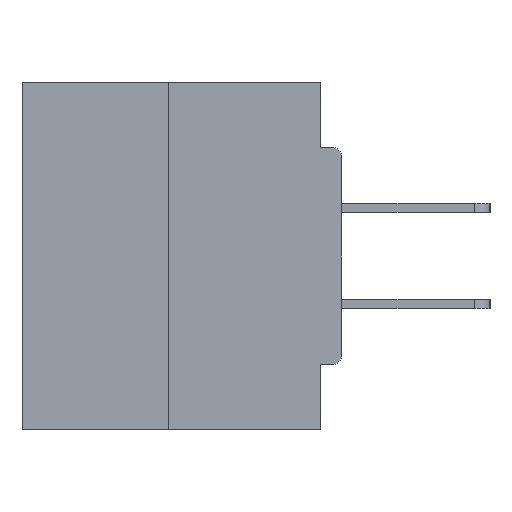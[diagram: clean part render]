
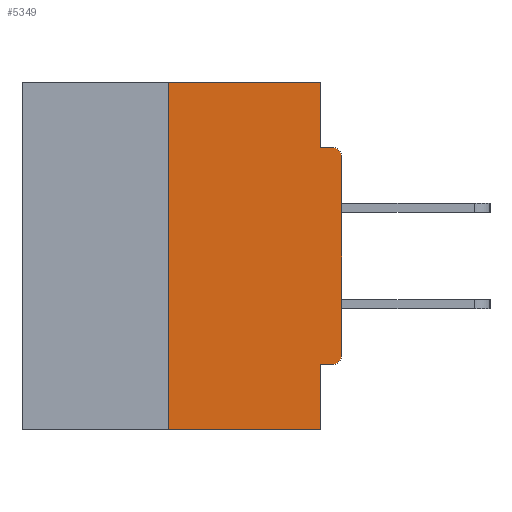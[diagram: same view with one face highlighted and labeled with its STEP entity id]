
A CAD part, left-side view. The second image highlights one B-rep face of the part: STEP entity #5349.
In plain terms, the highlighted planar face has unit normal (-1, 0, 0).
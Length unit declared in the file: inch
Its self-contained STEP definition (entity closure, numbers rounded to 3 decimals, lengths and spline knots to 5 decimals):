
#614 = AXIS2_PLACEMENT_3D ( 'NONE', #9849, #6583, #6276 ) ;
#1081 = VERTEX_POINT ( 'NONE', #7934 ) ;
#1799 = VERTEX_POINT ( 'NONE', #12141 ) ;
#2046 = CARTESIAN_POINT ( 'NONE',  ( 0., 0., -0.4065 ) ) ;
#2183 = VECTOR ( 'NONE', #26927, 39.37008 ) ;
#2336 = DIRECTION ( 'NONE',  ( 0., 0., -1. ) ) ;
#2853 = PLANE ( 'NONE',  #614 ) ;
#3933 = DIRECTION ( 'NONE',  ( -1., 0., 0. ) ) ;
#4472 = CARTESIAN_POINT ( 'NONE',  ( 0., 0.46, -0.5 ) ) ;
#4941 = FACE_OUTER_BOUND ( 'NONE', #35605, .T. ) ;
#5349 = ADVANCED_FACE ( 'NONE', ( #4941 ), #2853, .F. ) ;
#5607 = LINE ( 'NONE', #2046, #34880 ) ;
#5940 = ORIENTED_EDGE ( 'NONE', *, *, #19658, .F. ) ;
#6254 = DIRECTION ( 'NONE',  ( -1., 0., 0. ) ) ;
#6276 = DIRECTION ( 'NONE',  ( 0., 0., -1. ) ) ;
#6359 = ORIENTED_EDGE ( 'NONE', *, *, #11448, .T. ) ;
#6583 = DIRECTION ( 'NONE',  ( 1., 0., 0. ) ) ;
#6628 = DIRECTION ( 'NONE',  ( 0., 0., 1. ) ) ;
#7799 = EDGE_CURVE ( 'NONE', #36314, #1799, #31744, .T. ) ;
#7934 = CARTESIAN_POINT ( 'NONE',  ( 0., 0.031, -0.4065 ) ) ;
#8020 = EDGE_CURVE ( 'NONE', #36314, #24854, #23458, .T. ) ;
#8867 = AXIS2_PLACEMENT_3D ( 'NONE', #24933, #3933, #21232 ) ;
#9849 = CARTESIAN_POINT ( 'NONE',  ( 0., 0.46, 0. ) ) ;
#9850 = EDGE_CURVE ( 'NONE', #42582, #44419, #10771, .T. ) ;
#10771 = LINE ( 'NONE', #31008, #29531 ) ;
#11448 = EDGE_CURVE ( 'NONE', #12427, #42582, #39932, .T. ) ;
#11616 = EDGE_CURVE ( 'NONE', #12427, #1081, #5607, .T. ) ;
#11995 = CARTESIAN_POINT ( 'NONE',  ( 0., 0.015, -0.0935 ) ) ;
#12129 = DIRECTION ( 'NONE',  ( 0., 1., 0. ) ) ;
#12141 = CARTESIAN_POINT ( 'NONE',  ( 0., 0.031, -0.5 ) ) ;
#12427 = VERTEX_POINT ( 'NONE', #17603 ) ;
#13003 = EDGE_CURVE ( 'NONE', #44419, #45019, #17625, .T. ) ;
#13279 = ORIENTED_EDGE ( 'NONE', *, *, #11616, .F. ) ;
#15470 = ORIENTED_EDGE ( 'NONE', *, *, #38726, .F. ) ;
#16973 = ORIENTED_EDGE ( 'NONE', *, *, #20842, .F. ) ;
#17603 = CARTESIAN_POINT ( 'NONE',  ( 0., 0.015, -0.4065 ) ) ;
#17625 = CIRCLE ( 'NONE', #33955, 0.015 ) ;
#17783 = CARTESIAN_POINT ( 'NONE',  ( 0., 0.031, 0. ) ) ;
#18108 = LINE ( 'NONE', #21333, #24160 ) ;
#18654 = LINE ( 'NONE', #21305, #36350 ) ;
#19658 = EDGE_CURVE ( 'NONE', #39643, #37183, #24824, .T. ) ;
#19938 = CARTESIAN_POINT ( 'NONE',  ( 0., 0.031, -0.5 ) ) ;
#19981 = CARTESIAN_POINT ( 'NONE',  ( 0., 0.015, -0.1085 ) ) ;
#20421 = ORIENTED_EDGE ( 'NONE', *, *, #8020, .F. ) ;
#20842 = EDGE_CURVE ( 'NONE', #37183, #45019, #18654, .T. ) ;
#21232 = DIRECTION ( 'NONE',  ( 0., 0., -1. ) ) ;
#21305 = CARTESIAN_POINT ( 'NONE',  ( 0., 0., -0.0935 ) ) ;
#21333 = CARTESIAN_POINT ( 'NONE',  ( 0., 0.46, 0. ) ) ;
#22606 = CARTESIAN_POINT ( 'NONE',  ( 0., 0.031, -0.0935 ) ) ;
#22942 = EDGE_CURVE ( 'NONE', #1081, #1799, #28374, .T. ) ;
#23458 = LINE ( 'NONE', #45736, #31733 ) ;
#24160 = VECTOR ( 'NONE', #42629, 39.37008 ) ;
#24824 = LINE ( 'NONE', #37607, #2183 ) ;
#24854 = VERTEX_POINT ( 'NONE', #28199 ) ;
#24933 = CARTESIAN_POINT ( 'NONE',  ( 0., 0.015, -0.3915 ) ) ;
#26927 = DIRECTION ( 'NONE',  ( 0., 0., -1. ) ) ;
#28199 = CARTESIAN_POINT ( 'NONE',  ( 0., 0.25, 0. ) ) ;
#28354 = CARTESIAN_POINT ( 'NONE',  ( 0., 0.25, -0.5 ) ) ;
#28374 = LINE ( 'NONE', #19938, #43317 ) ;
#28833 = ORIENTED_EDGE ( 'NONE', *, *, #7799, .T. ) ;
#29531 = VECTOR ( 'NONE', #6628, 39.37008 ) ;
#29926 = DIRECTION ( 'NONE',  ( 0., -1., 0. ) ) ;
#31008 = CARTESIAN_POINT ( 'NONE',  ( 0., 0., 0. ) ) ;
#31292 = ORIENTED_EDGE ( 'NONE', *, *, #13003, .T. ) ;
#31648 = DIRECTION ( 'NONE',  ( 0., -1., 0. ) ) ;
#31733 = VECTOR ( 'NONE', #38530, 39.37008 ) ;
#31744 = LINE ( 'NONE', #4472, #35623 ) ;
#33955 = AXIS2_PLACEMENT_3D ( 'NONE', #19981, #6254, #41435 ) ;
#34880 = VECTOR ( 'NONE', #12129, 39.37008 ) ;
#35605 = EDGE_LOOP ( 'NONE', ( #15470, #20421, #28833, #40420, #13279, #6359, #41996, #31292, #16973, #5940 ) ) ;
#35623 = VECTOR ( 'NONE', #29926, 39.37008 ) ;
#36314 = VERTEX_POINT ( 'NONE', #28354 ) ;
#36350 = VECTOR ( 'NONE', #31648, 39.37008 ) ;
#37183 = VERTEX_POINT ( 'NONE', #22606 ) ;
#37481 = CARTESIAN_POINT ( 'NONE',  ( 0., 0., -0.1085 ) ) ;
#37607 = CARTESIAN_POINT ( 'NONE',  ( 0., 0.031, 0. ) ) ;
#38530 = DIRECTION ( 'NONE',  ( 0., 0., 1. ) ) ;
#38726 = EDGE_CURVE ( 'NONE', #24854, #39643, #18108, .T. ) ;
#39643 = VERTEX_POINT ( 'NONE', #17783 ) ;
#39776 = CARTESIAN_POINT ( 'NONE',  ( 0., 0., -0.3915 ) ) ;
#39932 = CIRCLE ( 'NONE', #8867, 0.015 ) ;
#40420 = ORIENTED_EDGE ( 'NONE', *, *, #22942, .F. ) ;
#41435 = DIRECTION ( 'NONE',  ( 0., 0., -1. ) ) ;
#41996 = ORIENTED_EDGE ( 'NONE', *, *, #9850, .T. ) ;
#42582 = VERTEX_POINT ( 'NONE', #39776 ) ;
#42629 = DIRECTION ( 'NONE',  ( 0., -1., 0. ) ) ;
#43317 = VECTOR ( 'NONE', #2336, 39.37008 ) ;
#44419 = VERTEX_POINT ( 'NONE', #37481 ) ;
#45019 = VERTEX_POINT ( 'NONE', #11995 ) ;
#45736 = CARTESIAN_POINT ( 'NONE',  ( 0., 0.25, 0. ) ) ;
